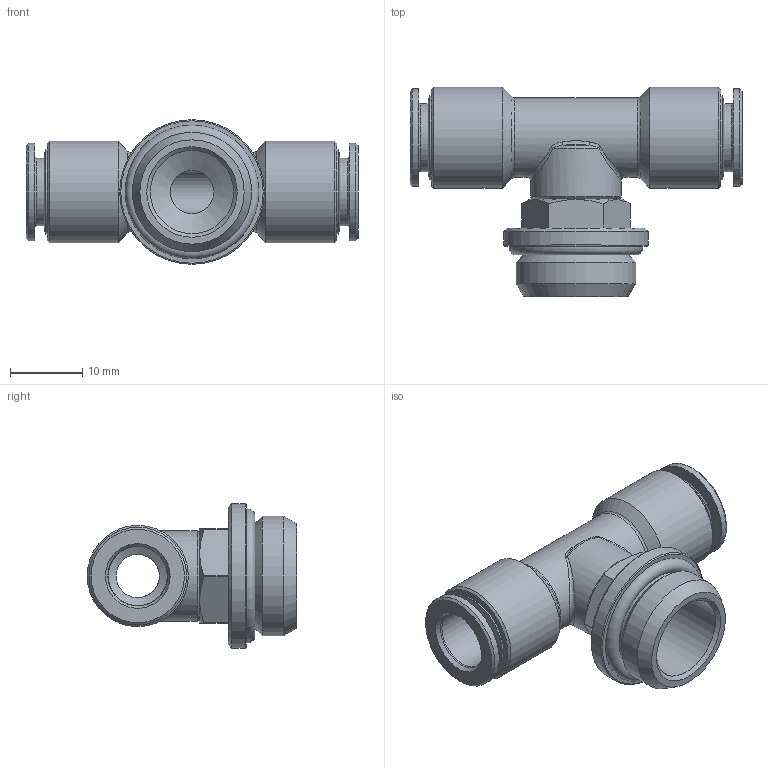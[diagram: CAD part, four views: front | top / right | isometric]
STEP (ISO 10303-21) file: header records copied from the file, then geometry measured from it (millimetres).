
FILE_DESCRIPTION( ( 'STEP AP214' ), '1' );
FILE_NAME( 'psolqas_9864_36.stp', '2020-12-01T17:07:12', ( 'License CC BY-ND 4.0' ), ( 'CADENAS' ), ' ', 'PARTsolutions', ' ' );
FILE_SCHEMA( ( 'AUTOMOTIVE_DESIGN { 1 0 10303 214 1 1 1 1 }' ) );
Length unit declared in the file: metre
Products named in the file (1): Rivoluzione3
Bounding box: 45.9 x 29 x 20 mm (x, y, z)
Volume: 5398.5 mm3; surface area: 5178.9 mm2
Topology: 1 solids, 1 shells, 80 faces, 178 edges, 109 vertices
Faces by surface type: cylinder 24, cone 23, plane 17, torus 8, bspline 8
Full cylindrical faces by diameter (mm): 6 x2, 8.15 x2, 9.4 x2, 11 x1, 11.5 x1, 11.65 x2, 12.5 x1, 13.5 x2, 14 x2, 14.5 x1, 16.5 x1, 20 x1
Entity records: 3150 total; most frequent: CARTESIAN_POINT 976, DIRECTION 320, ORIENTED_EDGE 248, AXIS2_PLACEMENT_3D 151, EDGE_LOOP 138, EDGE_CURVE 124, FACE_OUTER_BOUND 104, VERTEX_POINT 101
